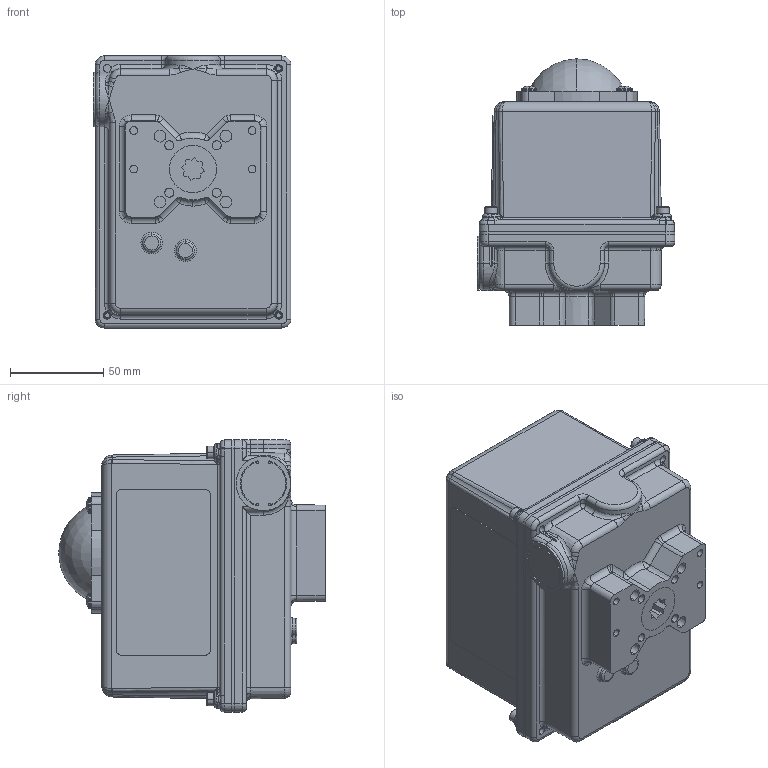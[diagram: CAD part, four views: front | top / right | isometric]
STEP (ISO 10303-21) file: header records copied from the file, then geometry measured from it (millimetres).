
FILE_DESCRIPTION (( 'STEP AP214' ), '1' );
FILE_NAME ('R Series Nema 4.STEP', '2014-05-07T17:00:58', ( 'Owner' ), ( '' ), 'SwSTEP 2.0', 'SolidWorks 2013', '' );
FILE_SCHEMA (( 'AUTOMOTIVE_DESIGN' ));
Length unit declared in the file: inch
Products named in the file (1): R Series Nema 4
Bounding box: 106.17 x 142.99 x 146.05 mm (x, y, z)
Volume: 1348749.8 mm3; surface area: 83482.6 mm2
Topology: 1 solids, 1 shells, 776 faces, 1972 edges, 1197 vertices
Faces by surface type: cylinder 246, plane 213, bspline 146, cone 81, torus 74, sphere 16
Entity records: 35919 total; most frequent: CARTESIAN_POINT 13514, ORIENTED_EDGE 3884, DIRECTION 3391, EDGE_CURVE 1942, AXIS2_PLACEMENT_3D 1377, VERTEX_POINT 1197, EDGE_LOOP 813, ADVANCED_FACE 776
